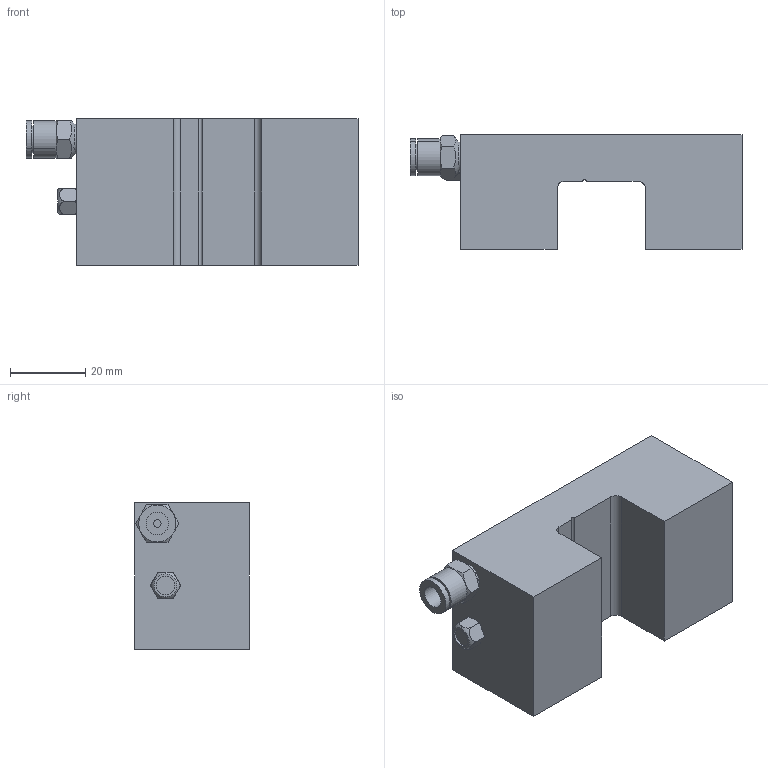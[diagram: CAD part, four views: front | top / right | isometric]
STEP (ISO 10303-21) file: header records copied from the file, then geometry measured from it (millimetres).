
FILE_DESCRIPTION (( 'STEP AP214' ), '1' );
FILE_NAME ('CP25S.STEP', '2017-01-21T02:49:51', ( 'Sky123.Org' ), ( 'Sky123.Org' ), 'SwSTEP 2.0', 'SolidWorks 2012', '' );
FILE_SCHEMA (( 'AUTOMOTIVE_DESIGN' ));
Length unit declared in the file: millimetre
Products named in the file (1): CP25S
Bounding box: 88.5 x 30.5 x 39 mm (x, y, z)
Volume: 72287.9 mm3; surface area: 15831.9 mm2
Topology: 3 solids, 5 shells, 123 faces, 276 edges, 166 vertices
Faces by surface type: cylinder 43, plane 40, cone 36, torus 4
Entity records: 5029 total; most frequent: CARTESIAN_POINT 910, DIRECTION 594, ORIENTED_EDGE 528, EDGE_CURVE 264, AXIS2_PLACEMENT_3D 238, VERTEX_POINT 166, EDGE_LOOP 140, UNCERTAINTY_MEASURE_WITH_UNIT 128
